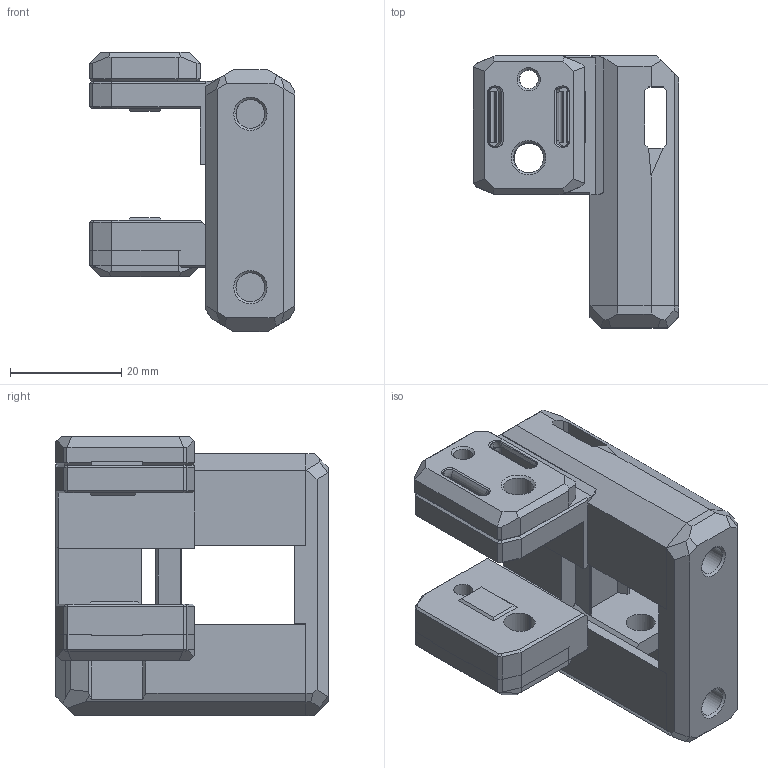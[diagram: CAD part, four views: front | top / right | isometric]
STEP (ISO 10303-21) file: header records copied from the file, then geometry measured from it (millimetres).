
FILE_DESCRIPTION(/* description */ (''),/* implementation_level */ '2;1');
FILE_NAME(/* name */ 'VoronBFI_for_9mm_belts v26.step',/* time_stamp */ '2023-09-10T11:27:09+02:00',/* author */ (''),/* organization */ (''),/* preprocessor_version */ 'ST-DEVELOPER v20',/* originating_system */ 'Autodesk Translation Framework v12.9.0.99',/* authorisation */ '');
FILE_SCHEMA (('AUTOMOTIVE_DESIGN { 1 0 10303 214 3 1 1 }'));
Length unit declared in the file: millimetre
Products named in the file (8): VoronBFI_for_9mm_belts; BFI-V2.4_for_9mm_belts; V2_Front_Idler (1) (1); V2_Trident_Front_Cover (1); V2_Belt_Clamp (1); V2_Housing (1) (1); V2_Front_Idler:2; V2_Trident_Carrier:2
Assembly tree (8 placements, depth 5):
  VoronBFI_for_9mm_belts
    BFI-V2.4_for_9mm_belts
      V2_Front_Idler (1) (1)
        V2_Trident_Front_Cover (1)
        V2_Belt_Clamp (1)  x2
        V2_Housing (1) (1)
        V2_Front_Idler:2
          V2_Trident_Carrier:2
Bounding box: 37.03 x 49.01 x 50.3 mm (x, y, z)
Volume: 30028.2 mm3; surface area: 19700.3 mm2
Topology: 5 solids, 5 shells, 747 faces, 1986 edges, 1246 vertices
Faces by surface type: plane 524, cylinder 135, bspline 40, torus 32, cone 16
Full cylindrical faces by diameter (mm): 3.2 x1, 3.4 x4, 5.2 x5, 5.4 x2
Entity records: 21934 total; most frequent: CARTESIAN_POINT 6119, ORIENTED_EDGE 3324, DIRECTION 3157, EDGE_CURVE 1662, LINE 1269, VECTOR 1269, VERTEX_POINT 1044, AXIS2_PLACEMENT_3D 944
